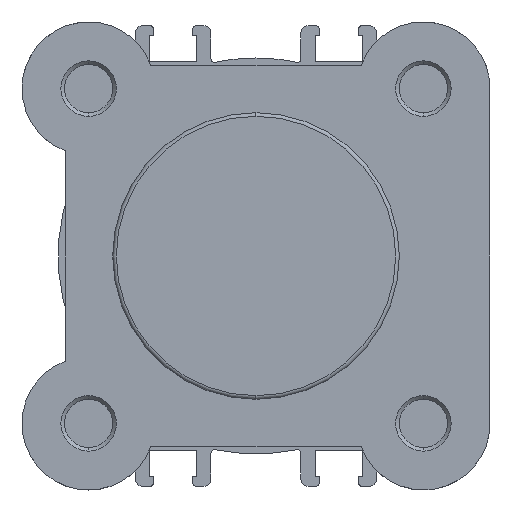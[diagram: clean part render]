
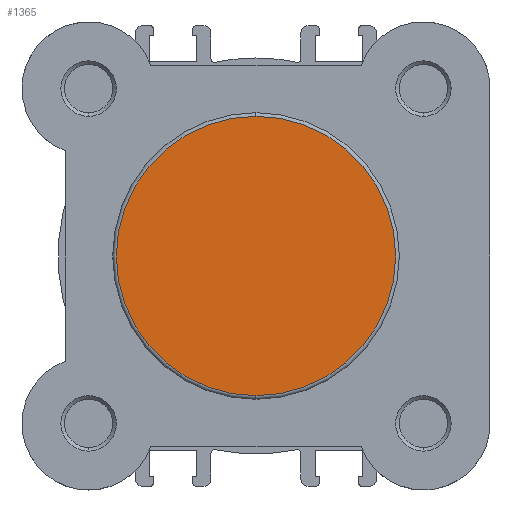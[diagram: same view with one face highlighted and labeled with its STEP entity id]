
A CAD part, left-side view. The second image highlights one B-rep face of the part: STEP entity #1365.
In plain terms, the highlighted planar face has unit normal (-1, 0, 0).
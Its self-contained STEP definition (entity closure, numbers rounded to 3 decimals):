
#1005 = ORIENTED_EDGE ( 'NONE', *, *, #7332, .T. ) ;
#1006 = ORIENTED_EDGE ( 'NONE', *, *, #7402, .T. ) ;
#1365 = ADVANCED_FACE ( 'NONE', ( #5087 ), #1673, .F. ) ;
#1672 = CARTESIAN_POINT ( 'NONE',  ( 0., 19.9, 0. ) ) ;
#1673 = PLANE ( 'NONE',  #5675 ) ;
#1675 = DIRECTION ( 'NONE',  ( 1., 0., 0. ) ) ;
#1676 = DIRECTION ( 'NONE',  ( 0., 0., -1. ) ) ;
#2213 = CARTESIAN_POINT ( 'NONE',  ( 0., 0., 19.4 ) ) ;
#2214 = CARTESIAN_POINT ( 'NONE',  ( 0., 0., -19.4 ) ) ;
#3108 = CIRCLE ( 'NONE', #5828, 19.4 ) ;
#3209 = CIRCLE ( 'NONE', #5865, 19.4 ) ;
#3704 = CARTESIAN_POINT ( 'NONE',  ( 0., 0., 0. ) ) ;
#3705 = DIRECTION ( 'NONE',  ( -1., 0., 0. ) ) ;
#3706 = DIRECTION ( 'NONE',  ( 0., 0., -1. ) ) ;
#3874 = CARTESIAN_POINT ( 'NONE',  ( 0., 0., 0. ) ) ;
#3881 = DIRECTION ( 'NONE',  ( -1., 0., 0. ) ) ;
#3882 = DIRECTION ( 'NONE',  ( 0., 0., -1. ) ) ;
#4467 = EDGE_LOOP ( 'NONE', ( #1006, #1005 ) ) ;
#5087 = FACE_OUTER_BOUND ( 'NONE', #4467, .T. ) ;
#5675 = AXIS2_PLACEMENT_3D ( 'NONE', #1672, #1675, #1676 ) ;
#5828 = AXIS2_PLACEMENT_3D ( 'NONE', #3704, #3705, #3706 ) ;
#5865 = AXIS2_PLACEMENT_3D ( 'NONE', #3874, #3881, #3882 ) ;
#6119 = VERTEX_POINT ( 'NONE', #2213 ) ;
#6120 = VERTEX_POINT ( 'NONE', #2214 ) ;
#7332 = EDGE_CURVE ( 'NONE', #6119, #6120, #3108, .T. ) ;
#7402 = EDGE_CURVE ( 'NONE', #6120, #6119, #3209, .T. ) ;
